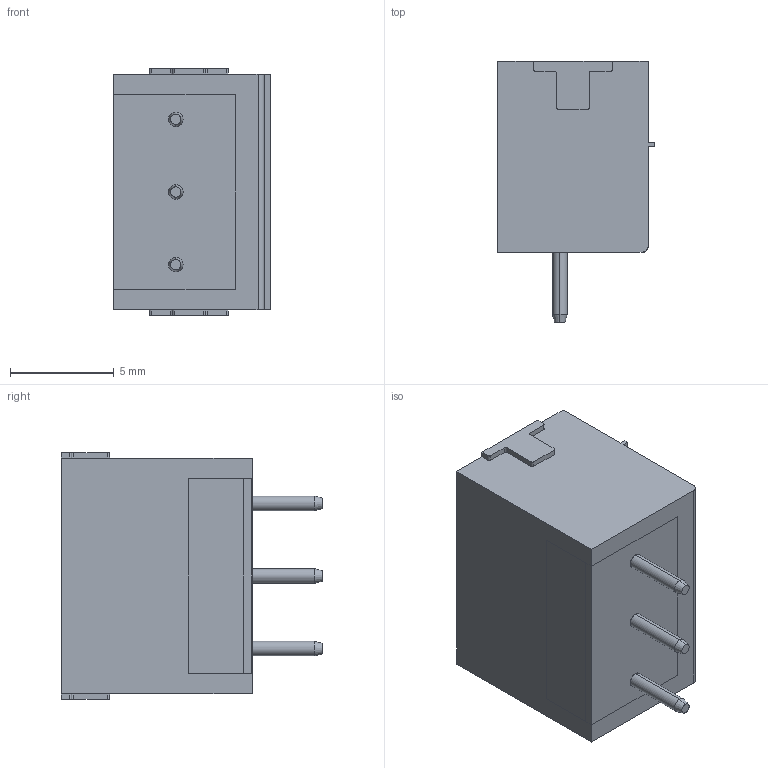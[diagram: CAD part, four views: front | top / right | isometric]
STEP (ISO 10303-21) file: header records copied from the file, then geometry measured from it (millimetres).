
FILE_DESCRIPTION (( 'STEP AP214' ), '1' );
FILE_NAME ('1843619.STEP', '2022-05-16T12:49:31', ( '' ), ( '' ), 'SwSTEP 2.0', 'SolidWorks 2018', '' );
FILE_SCHEMA (( 'AUTOMOTIVE_DESIGN' ));
Length unit declared in the file: millimetre
Products named in the file (1): 1843619
Bounding box: 7.56 x 12.6 x 11.9 mm (x, y, z)
Volume: 409.6 mm3; surface area: 1283.1 mm2
Topology: 4 solids, 5 shells, 217 faces, 583 edges, 367 vertices
Faces by surface type: plane 114, cylinder 81, cone 12, sphere 9, torus 1
Entity records: 9163 total; most frequent: CARTESIAN_POINT 1182, DIRECTION 1177, ORIENTED_EDGE 1148, EDGE_CURVE 574, VECTOR 393, LINE 393, AXIS2_PLACEMENT_3D 392, VERTEX_POINT 367
